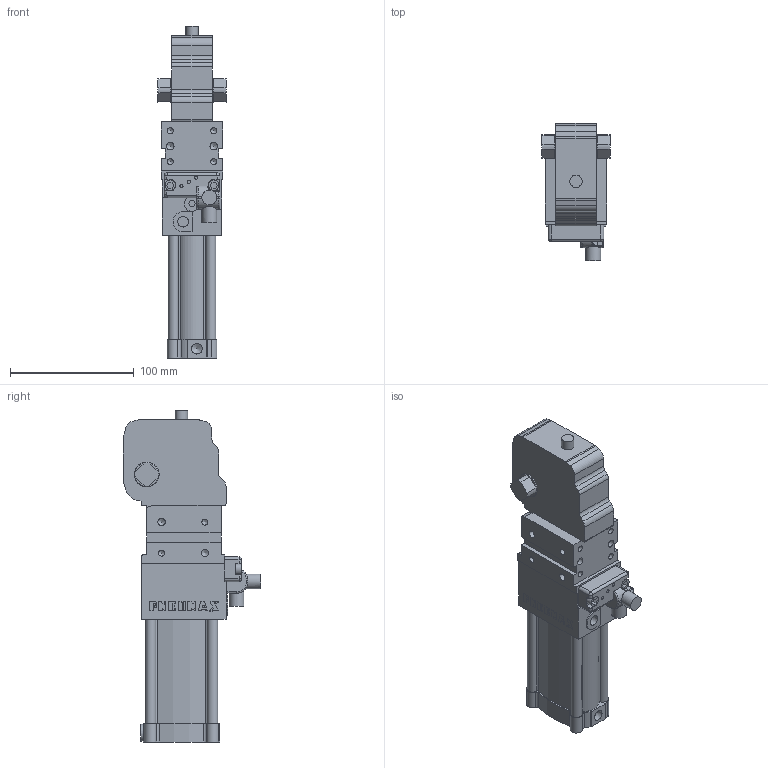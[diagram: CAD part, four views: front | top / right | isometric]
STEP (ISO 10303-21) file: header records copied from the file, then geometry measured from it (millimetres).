
FILE_DESCRIPTION(/* description */ (''),/* implementation_level */ '2;1');
FILE_NAME(/* name */ 'C1P40EG###.stp',/* time_stamp */ '2016-04-18T08:14:18+02:00',/* author */ ('donadda1'),/* organization */ ('Pneumax S.p.A.'),/* preprocessor_version */ 'ST-DEVELOPER v15.2',/* originating_system */ 'Autodesk Inventor 2014',/* authorisation */ '');
FILE_SCHEMA (('AUTOMOTIVE_DESIGN { 1 0 10303 214 3 1 1 }'));
Length unit declared in the file: millimetre
Products named in the file (4): CHIUSURA 40; ES001; ES001_CONN_90°; C1P40EG###
Bounding box: 55 x 111.1 x 268 mm (x, y, z)
Volume: 673113.8 mm3; surface area: 83840.8 mm2
Topology: 3 solids, 3 shells, 395 faces, 1128 edges, 785 vertices
Faces by surface type: plane 207, cylinder 144, cone 25, bspline 9, torus 8, sphere 2
Full cylindrical faces by diameter (mm): 4.134 x2, 4.917 x12, 5 x4, 5.489 x4, 6 x8, 8.5 x4, 8.566 x2, 10 x1, 12 x2, 14 x2, 18 x1, 20 x2
Entity records: 12836 total; most frequent: CARTESIAN_POINT 2449, DIRECTION 2196, ORIENTED_EDGE 2056, EDGE_CURVE 1028, AXIS2_PLACEMENT_3D 790, VERTEX_POINT 754, LINE 616, VECTOR 616
